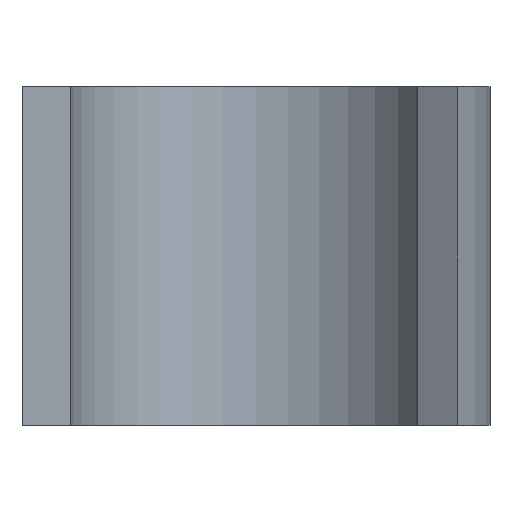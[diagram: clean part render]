
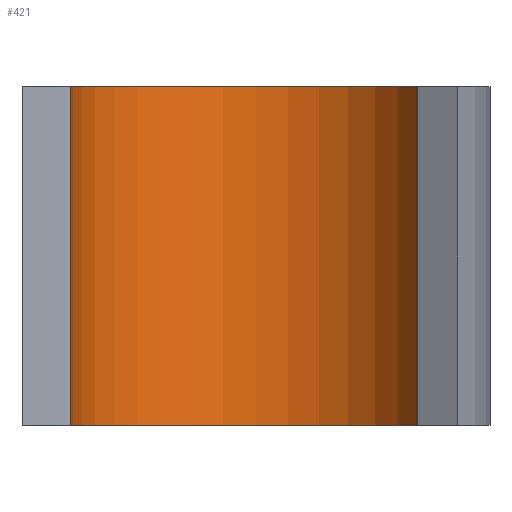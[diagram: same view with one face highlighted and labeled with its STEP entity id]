
A CAD part, front view. The second image highlights one B-rep face of the part: STEP entity #421.
In plain terms, the highlighted cylindrical face has radius 19.186 mm (diameter 38.372 mm), a partial arc.
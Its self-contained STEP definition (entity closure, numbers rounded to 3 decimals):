
#54 = EDGE_LOOP ( 'NONE', ( #295, #57, #453, #263 ) ) ;
#56 = EDGE_CURVE ( 'NONE', #484, #551, #588, .T. ) ;
#57 = ORIENTED_EDGE ( 'NONE', *, *, #177, .F. ) ;
#59 = LINE ( 'NONE', #542, #80 ) ;
#79 = DIRECTION ( 'NONE',  ( 1., 0., 0. ) ) ;
#80 = VECTOR ( 'NONE', #314, 1000. ) ;
#81 = CARTESIAN_POINT ( 'NONE',  ( 16.662, -9.512, 0. ) ) ;
#93 = VERTEX_POINT ( 'NONE', #96 ) ;
#95 = CARTESIAN_POINT ( 'NONE',  ( 16.662, -9.512, 35. ) ) ;
#96 = CARTESIAN_POINT ( 'NONE',  ( 16.662, -9.512, 35. ) ) ;
#103 = AXIS2_PLACEMENT_3D ( 'NONE', #369, #454, #79 ) ;
#110 = DIRECTION ( 'NONE',  ( -1., 0., 0. ) ) ;
#163 = CARTESIAN_POINT ( 'NONE',  ( 0., 0., 35. ) ) ;
#177 = EDGE_CURVE ( 'NONE', #93, #551, #261, .T. ) ;
#191 = VERTEX_POINT ( 'NONE', #193 ) ;
#193 = CARTESIAN_POINT ( 'NONE',  ( -19.186, 0., 35. ) ) ;
#207 = CYLINDRICAL_SURFACE ( 'NONE', #480, 19.186 ) ;
#261 = LINE ( 'NONE', #95, #489 ) ;
#263 = ORIENTED_EDGE ( 'NONE', *, *, #513, .T. ) ;
#295 = ORIENTED_EDGE ( 'NONE', *, *, #56, .T. ) ;
#297 = DIRECTION ( 'NONE',  ( 1., 0., 0. ) ) ;
#314 = DIRECTION ( 'NONE',  ( 0., 0., -1. ) ) ;
#369 = CARTESIAN_POINT ( 'NONE',  ( 0., 0., 0. ) ) ;
#398 = CARTESIAN_POINT ( 'NONE',  ( 0., 0., 35. ) ) ;
#420 = DIRECTION ( 'NONE',  ( 0., 0., -1. ) ) ;
#421 = ADVANCED_FACE ( 'NONE', ( #423 ), #207, .F. ) ;
#423 = FACE_OUTER_BOUND ( 'NONE', #54, .T. ) ;
#437 = DIRECTION ( 'NONE',  ( 0., 0., -1. ) ) ;
#441 = CARTESIAN_POINT ( 'NONE',  ( -19.186, 0., 0. ) ) ;
#442 = EDGE_CURVE ( 'NONE', #191, #93, #450, .T. ) ;
#450 = CIRCLE ( 'NONE', #475, 19.186 ) ;
#453 = ORIENTED_EDGE ( 'NONE', *, *, #442, .F. ) ;
#454 = DIRECTION ( 'NONE',  ( 0., 0., -1. ) ) ;
#475 = AXIS2_PLACEMENT_3D ( 'NONE', #398, #437, #297 ) ;
#480 = AXIS2_PLACEMENT_3D ( 'NONE', #163, #487, #110 ) ;
#484 = VERTEX_POINT ( 'NONE', #441 ) ;
#487 = DIRECTION ( 'NONE',  ( 0., 0., -1. ) ) ;
#489 = VECTOR ( 'NONE', #420, 1000. ) ;
#513 = EDGE_CURVE ( 'NONE', #191, #484, #59, .T. ) ;
#542 = CARTESIAN_POINT ( 'NONE',  ( -19.186, 0., 35. ) ) ;
#551 = VERTEX_POINT ( 'NONE', #81 ) ;
#588 = CIRCLE ( 'NONE', #103, 19.186 ) ;
